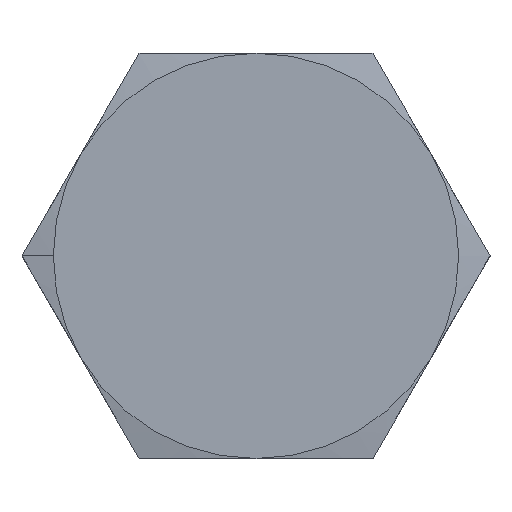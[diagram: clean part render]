
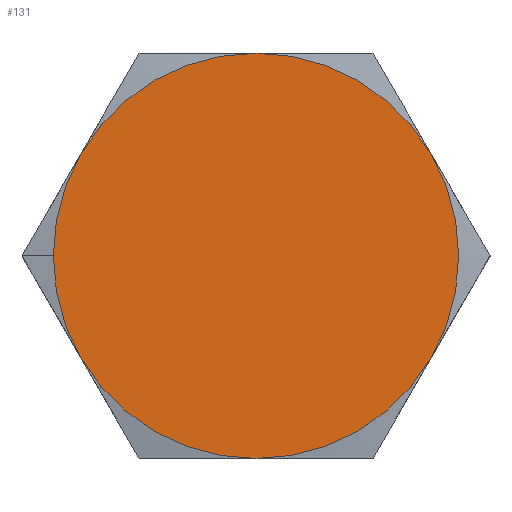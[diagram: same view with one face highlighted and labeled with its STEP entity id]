
A CAD part, top view. The second image highlights one B-rep face of the part: STEP entity #131.
In plain terms, the highlighted planar face has unit normal (0, 0, 1).
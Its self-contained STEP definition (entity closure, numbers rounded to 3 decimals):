
#44 = VERTEX_POINT ( 'NONE', #388 ) ;
#45 = EDGE_CURVE ( 'NONE', #44, #50, #387, .T. ) ;
#50 = VERTEX_POINT ( 'NONE', #363 ) ;
#106 = VERTEX_POINT ( 'NONE', #503 ) ;
#112 = ORIENTED_EDGE ( 'NONE', *, *, #232, .F. ) ;
#113 = ORIENTED_EDGE ( 'NONE', *, *, #45, .F. ) ;
#114 = ORIENTED_EDGE ( 'NONE', *, *, #239, .F. ) ;
#118 = EDGE_CURVE ( 'NONE', #142, #106, #553, .T. ) ;
#131 = ADVANCED_FACE ( 'NONE', ( #464 ), #465, .F. ) ;
#132 = EDGE_LOOP ( 'NONE', ( #133, #112, #113, #114, #315, #340, #308 ) ) ;
#133 = ORIENTED_EDGE ( 'NONE', *, *, #237, .F. ) ;
#142 = VERTEX_POINT ( 'NONE', #436 ) ;
#203 = VERTEX_POINT ( 'NONE', #608 ) ;
#212 = VERTEX_POINT ( 'NONE', #585 ) ;
#225 = VERTEX_POINT ( 'NONE', #739 ) ;
#232 = EDGE_CURVE ( 'NONE', #50, #212, #707, .T. ) ;
#237 = EDGE_CURVE ( 'NONE', #212, #203, #733, .T. ) ;
#239 = EDGE_CURVE ( 'NONE', #225, #44, #727, .T. ) ;
#248 = EDGE_CURVE ( 'NONE', #106, #225, #764, .T. ) ;
#250 = EDGE_CURVE ( 'NONE', #142, #203, #703, .T. ) ;
#308 = ORIENTED_EDGE ( 'NONE', *, *, #250, .T. ) ;
#315 = ORIENTED_EDGE ( 'NONE', *, *, #248, .F. ) ;
#340 = ORIENTED_EDGE ( 'NONE', *, *, #118, .F. ) ;
#352 = DIRECTION ( 'NONE',  ( -1., 0., 0. ) ) ;
#353 = DIRECTION ( 'NONE',  ( 0., 0., -1. ) ) ;
#354 = CARTESIAN_POINT ( 'NONE',  ( 0., 0., 7. ) ) ;
#355 = AXIS2_PLACEMENT_3D ( 'NONE', #354, #353, #352 ) ;
#363 = CARTESIAN_POINT ( 'NONE',  ( -6.5, 0., 7. ) ) ;
#387 = CIRCLE ( 'NONE', #355, 6.5 ) ;
#388 = CARTESIAN_POINT ( 'NONE',  ( -5.629, -3.25, 7. ) ) ;
#436 = CARTESIAN_POINT ( 'NONE',  ( 5.629, 3.25, 7. ) ) ;
#458 = DIRECTION ( 'NONE',  ( -1., 0., 0. ) ) ;
#459 = DIRECTION ( 'NONE',  ( 0., 0., -1. ) ) ;
#460 = CARTESIAN_POINT ( 'NONE',  ( 0., 7.506, 7. ) ) ;
#461 = AXIS2_PLACEMENT_3D ( 'NONE', #460, #459, #458 ) ;
#464 = FACE_OUTER_BOUND ( 'NONE', #132, .T. ) ;
#465 = PLANE ( 'NONE',  #461 ) ;
#503 = CARTESIAN_POINT ( 'NONE',  ( 5.629, -3.25, 7. ) ) ;
#549 = DIRECTION ( 'NONE',  ( -1., 0., 0. ) ) ;
#550 = DIRECTION ( 'NONE',  ( 0., 0., -1. ) ) ;
#551 = CARTESIAN_POINT ( 'NONE',  ( 0., 0., 7. ) ) ;
#552 = AXIS2_PLACEMENT_3D ( 'NONE', #551, #550, #549 ) ;
#553 = CIRCLE ( 'NONE', #552, 6.5 ) ;
#585 = CARTESIAN_POINT ( 'NONE',  ( -5.629, 3.25, 7. ) ) ;
#608 = CARTESIAN_POINT ( 'NONE',  ( 0., 6.5, 7. ) ) ;
#699 = DIRECTION ( 'NONE',  ( 1., 0., 0. ) ) ;
#700 = DIRECTION ( 'NONE',  ( 0., 0., 1. ) ) ;
#701 = CARTESIAN_POINT ( 'NONE',  ( 0., 0., 7. ) ) ;
#702 = AXIS2_PLACEMENT_3D ( 'NONE', #701, #700, #699 ) ;
#703 = CIRCLE ( 'NONE', #702, 6.5 ) ;
#705 = CARTESIAN_POINT ( 'NONE',  ( 0., 0., 7. ) ) ;
#706 = AXIS2_PLACEMENT_3D ( 'NONE', #705, #761, #760 ) ;
#707 = CIRCLE ( 'NONE', #706, 6.5 ) ;
#725 = CARTESIAN_POINT ( 'NONE',  ( 0., 0., 7. ) ) ;
#726 = AXIS2_PLACEMENT_3D ( 'NONE', #725, #770, #769 ) ;
#727 = CIRCLE ( 'NONE', #726, 6.5 ) ;
#729 = DIRECTION ( 'NONE',  ( -1., 0., 0. ) ) ;
#730 = DIRECTION ( 'NONE',  ( 0., 0., -1. ) ) ;
#731 = CARTESIAN_POINT ( 'NONE',  ( 0., 0., 7. ) ) ;
#732 = AXIS2_PLACEMENT_3D ( 'NONE', #731, #730, #729 ) ;
#733 = CIRCLE ( 'NONE', #732, 6.5 ) ;
#739 = CARTESIAN_POINT ( 'NONE',  ( 0., -6.5, 7. ) ) ;
#760 = DIRECTION ( 'NONE',  ( -1., 0., 0. ) ) ;
#761 = DIRECTION ( 'NONE',  ( 0., 0., -1. ) ) ;
#764 = CIRCLE ( 'NONE', #788, 6.5 ) ;
#769 = DIRECTION ( 'NONE',  ( -1., 0., 0. ) ) ;
#770 = DIRECTION ( 'NONE',  ( 0., 0., -1. ) ) ;
#785 = DIRECTION ( 'NONE',  ( -1., 0., 0. ) ) ;
#786 = DIRECTION ( 'NONE',  ( 0., 0., -1. ) ) ;
#787 = CARTESIAN_POINT ( 'NONE',  ( 0., 0., 7. ) ) ;
#788 = AXIS2_PLACEMENT_3D ( 'NONE', #787, #786, #785 ) ;
